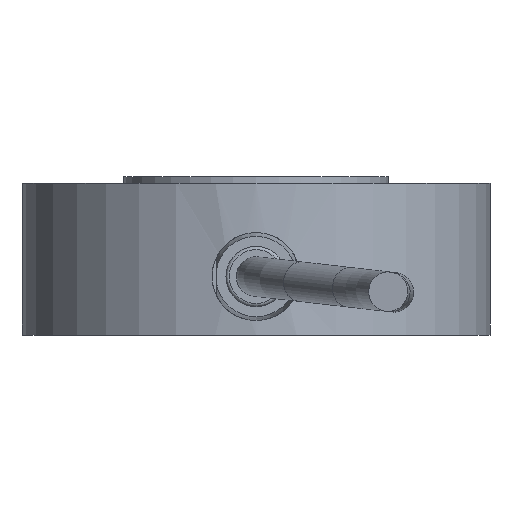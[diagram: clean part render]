
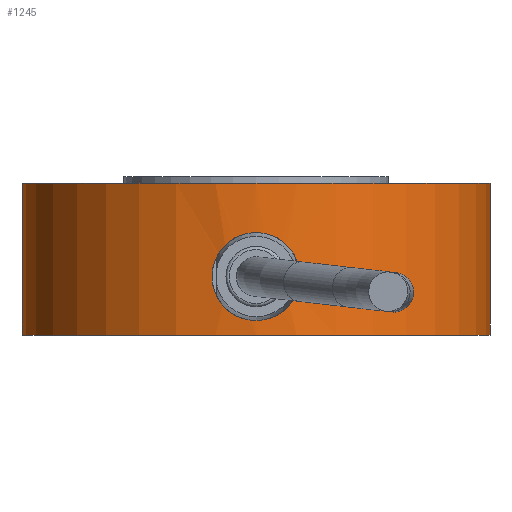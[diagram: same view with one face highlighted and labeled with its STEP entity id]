
A CAD part, front view. The second image highlights one B-rep face of the part: STEP entity #1245.
In plain terms, the highlighted cylindrical face has radius 18.796 mm (diameter 37.592 mm), a full revolution.
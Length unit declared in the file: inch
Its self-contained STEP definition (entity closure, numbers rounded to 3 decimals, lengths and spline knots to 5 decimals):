
#24=B_SPLINE_CURVE_WITH_KNOTS('',3,(#2214,#2215,#2216,#2217,#2218,#2219,
#2220,#2221,#2222,#2223,#2224,#2225,#2226,#2227,#2228,#2229,#2230,#2231,
#2232,#2233,#2234,#2235),.UNSPECIFIED.,.F.,.F.,(4,2,2,2,2,2,2,2,2,2,4),
(-0.71406,-0.71262,-0.62561,-0.53407,
-0.4459,-0.35631,-0.26672,-0.17855,
-0.087,0.,0.00145),.UNSPECIFIED.);
#25=B_SPLINE_CURVE_WITH_KNOTS('',3,(#2244,#2245,#2246,#2247,#2248,#2249,
#2250,#2251,#2252,#2253,#2254,#2255,#2256,#2257,#2258,#2259,#2260,#2261,
#2262,#2263,#2264,#2265),.UNSPECIFIED.,.F.,.F.,(4,2,2,2,2,2,2,2,2,2,4),
(-0.71406,-0.71262,-0.62561,-0.53407,
-0.4459,-0.35631,-0.26672,-0.17855,
-0.087,0.,0.00145),.UNSPECIFIED.);
#26=ELLIPSE('',#1452,0.09745,0.09407);
#27=ELLIPSE('',#1453,0.09744,0.09407);
#28=ELLIPSE('',#1456,0.09744,0.09407);
#29=ELLIPSE('',#1457,0.09745,0.09407);
#64=LINE('',#2240,#84);
#65=LINE('',#2270,#85);
#84=VECTOR('',#1827,0.0435);
#85=VECTOR('',#1836,0.0435);
#110=CYLINDRICAL_SURFACE('',#1451,0.74);
#178=FACE_BOUND('',#436,.T.);
#179=FACE_BOUND('',#437,.T.);
#267=FACE_OUTER_BOUND('',#435,.T.);
#435=EDGE_LOOP('',(#1000));
#436=EDGE_LOOP('',(#1001,#1002,#1003,#1004,#1005,#1006,#1007,#1008,#1009,
#1010,#1011,#1012,#1013,#1014));
#437=EDGE_LOOP('',(#1015));
#577=CIRCLE('',#1450,0.74);
#578=CIRCLE('',#1454,0.0955);
#579=CIRCLE('',#1455,0.0955);
#580=CIRCLE('',#1458,0.0955);
#581=CIRCLE('',#1459,0.0955);
#582=CIRCLE('',#1460,0.74);
#652=VERTEX_POINT('',#2113);
#657=VERTEX_POINT('',#2122);
#690=VERTEX_POINT('',#2207);
#691=VERTEX_POINT('',#2210);
#692=VERTEX_POINT('',#2211);
#693=VERTEX_POINT('',#2213);
#694=VERTEX_POINT('',#2236);
#695=VERTEX_POINT('',#2238);
#696=VERTEX_POINT('',#2241);
#697=VERTEX_POINT('',#2266);
#698=VERTEX_POINT('',#2268);
#699=VERTEX_POINT('',#2272);
#807=EDGE_CURVE('',#690,#690,#577,.T.);
#808=EDGE_CURVE('',#691,#692,#26,.T.);
#809=EDGE_CURVE('',#692,#693,#24,.T.);
#810=EDGE_CURVE('',#693,#694,#27,.T.);
#811=EDGE_CURVE('',#695,#694,#578,.T.);
#812=EDGE_CURVE('',#652,#695,#64,.T.);
#813=EDGE_CURVE('',#696,#695,#579,.T.);
#814=EDGE_CURVE('',#696,#693,#28,.T.);
#815=EDGE_CURVE('',#693,#692,#25,.T.);
#816=EDGE_CURVE('',#692,#697,#29,.T.);
#817=EDGE_CURVE('',#698,#697,#580,.T.);
#818=EDGE_CURVE('',#698,#657,#65,.T.);
#819=EDGE_CURVE('',#691,#698,#581,.T.);
#820=EDGE_CURVE('',#699,#699,#582,.T.);
#1000=ORIENTED_EDGE('',*,*,#807,.F.);
#1001=ORIENTED_EDGE('',*,*,#808,.T.);
#1002=ORIENTED_EDGE('',*,*,#809,.T.);
#1003=ORIENTED_EDGE('',*,*,#810,.T.);
#1004=ORIENTED_EDGE('',*,*,#811,.F.);
#1005=ORIENTED_EDGE('',*,*,#812,.F.);
#1006=ORIENTED_EDGE('',*,*,#812,.T.);
#1007=ORIENTED_EDGE('',*,*,#813,.F.);
#1008=ORIENTED_EDGE('',*,*,#814,.T.);
#1009=ORIENTED_EDGE('',*,*,#815,.T.);
#1010=ORIENTED_EDGE('',*,*,#816,.T.);
#1011=ORIENTED_EDGE('',*,*,#817,.F.);
#1012=ORIENTED_EDGE('',*,*,#818,.T.);
#1013=ORIENTED_EDGE('',*,*,#818,.F.);
#1014=ORIENTED_EDGE('',*,*,#819,.F.);
#1015=ORIENTED_EDGE('',*,*,#820,.T.);
#1245=ADVANCED_FACE('',(#267,#178,#179),#110,.T.);
#1450=AXIS2_PLACEMENT_3D('',#2208,#1817,#1818);
#1451=AXIS2_PLACEMENT_3D('',#2209,#1819,#1820);
#1452=AXIS2_PLACEMENT_3D('',#2212,#1821,#1822);
#1453=AXIS2_PLACEMENT_3D('',#2237,#1823,#1824);
#1454=AXIS2_PLACEMENT_3D('',#2239,#1825,#1826);
#1455=AXIS2_PLACEMENT_3D('',#2242,#1828,#1829);
#1456=AXIS2_PLACEMENT_3D('',#2243,#1830,#1831);
#1457=AXIS2_PLACEMENT_3D('',#2267,#1832,#1833);
#1458=AXIS2_PLACEMENT_3D('',#2269,#1834,#1835);
#1459=AXIS2_PLACEMENT_3D('',#2271,#1837,#1838);
#1460=AXIS2_PLACEMENT_3D('',#2273,#1839,#1840);
#1817=DIRECTION('center_axis',(0.,0.,-1.));
#1818=DIRECTION('ref_axis',(1.,0.,0.));
#1819=DIRECTION('center_axis',(0.,0.,-1.));
#1820=DIRECTION('ref_axis',(1.,0.,0.));
#1821=DIRECTION('center_axis',(-0.015,-0.992,0.128));
#1822=DIRECTION('ref_axis',(-0.661,-0.086,-0.745));
#1823=DIRECTION('center_axis',(-0.015,-0.992,-0.128));
#1824=DIRECTION('ref_axis',(0.661,0.086,-0.745));
#1825=DIRECTION('center_axis',(0.,-1.,0.));
#1826=DIRECTION('ref_axis',(0.,0.,-1.));
#1827=DIRECTION('',(0.,0.,-1.));
#1828=DIRECTION('center_axis',(0.,-1.,0.));
#1829=DIRECTION('ref_axis',(0.,0.,-1.));
#1830=DIRECTION('center_axis',(0.015,-0.992,-0.128));
#1831=DIRECTION('ref_axis',(-0.661,0.086,-0.745));
#1832=DIRECTION('center_axis',(0.015,-0.992,0.128));
#1833=DIRECTION('ref_axis',(0.661,-0.086,-0.745));
#1834=DIRECTION('center_axis',(0.,-1.,0.));
#1835=DIRECTION('ref_axis',(0.,0.,-1.));
#1836=DIRECTION('',(0.,0.,-1.));
#1837=DIRECTION('center_axis',(0.,-1.,0.));
#1838=DIRECTION('ref_axis',(0.,0.,-1.));
#1839=DIRECTION('center_axis',(0.,0.,-1.));
#1840=DIRECTION('ref_axis',(1.,0.,0.));
#2113=CARTESIAN_POINT('',(15.90724,-0.74,9.86121));
#2122=CARTESIAN_POINT('',(15.90724,-0.74,9.58321));
#2207=CARTESIAN_POINT('',(16.64724,0.,9.53721));
#2208=CARTESIAN_POINT('Origin',(15.90724,0.,9.53721));
#2209=CARTESIAN_POINT('Origin',(15.90724,0.,9.77721));
#2210=CARTESIAN_POINT('',(15.90336,-0.74,9.62679));
#2211=CARTESIAN_POINT('',(15.90724,-0.74,9.62716));
#2212=CARTESIAN_POINT('Origin',(15.89963,-0.72769,9.72172));
#2213=CARTESIAN_POINT('',(15.90724,-0.74,9.81726));
#2214=CARTESIAN_POINT('Ctrl Pts',(15.90724,-0.74,9.62716));
#2215=CARTESIAN_POINT('Ctrl Pts',(15.90705,-0.74,9.62719));
#2216=CARTESIAN_POINT('Ctrl Pts',(15.90686,-0.74,9.62721));
#2217=CARTESIAN_POINT('Ctrl Pts',(15.89534,-0.73999,9.62862));
#2218=CARTESIAN_POINT('Ctrl Pts',(15.88432,-0.73972,9.63199));
#2219=CARTESIAN_POINT('Ctrl Pts',(15.86344,-0.73878,9.64257));
#2220=CARTESIAN_POINT('Ctrl Pts',(15.85378,-0.73811,9.64991));
#2221=CARTESIAN_POINT('Ctrl Pts',(15.83794,-0.73679,9.66733));
#2222=CARTESIAN_POINT('Ctrl Pts',(15.83173,-0.73615,9.67719));
#2223=CARTESIAN_POINT('Ctrl Pts',(15.82313,-0.73522,9.69885));
#2224=CARTESIAN_POINT('Ctrl Pts',(15.82088,-0.73494,9.71046));
#2225=CARTESIAN_POINT('Ctrl Pts',(15.82088,-0.73494,9.73397));
#2226=CARTESIAN_POINT('Ctrl Pts',(15.82313,-0.73522,9.74558));
#2227=CARTESIAN_POINT('Ctrl Pts',(15.83173,-0.73615,9.76724));
#2228=CARTESIAN_POINT('Ctrl Pts',(15.83794,-0.73679,9.7771));
#2229=CARTESIAN_POINT('Ctrl Pts',(15.85378,-0.73811,9.79452));
#2230=CARTESIAN_POINT('Ctrl Pts',(15.86344,-0.73878,9.80185));
#2231=CARTESIAN_POINT('Ctrl Pts',(15.88432,-0.73972,9.81244));
#2232=CARTESIAN_POINT('Ctrl Pts',(15.89534,-0.73999,9.81581));
#2233=CARTESIAN_POINT('Ctrl Pts',(15.90686,-0.74,9.81722));
#2234=CARTESIAN_POINT('Ctrl Pts',(15.90705,-0.74,9.81724));
#2235=CARTESIAN_POINT('Ctrl Pts',(15.90724,-0.74,9.81726));
#2236=CARTESIAN_POINT('',(15.90336,-0.74,9.81763));
#2237=CARTESIAN_POINT('Origin',(15.89963,-0.72769,9.72271));
#2238=CARTESIAN_POINT('',(15.90724,-0.74,9.81771));
#2239=CARTESIAN_POINT('Origin',(15.90724,-0.74,9.72221));
#2240=CARTESIAN_POINT('',(15.90724,-0.74,9.86121));
#2241=CARTESIAN_POINT('',(15.91111,-0.74,9.81763));
#2242=CARTESIAN_POINT('Origin',(15.90724,-0.74,9.72221));
#2243=CARTESIAN_POINT('Origin',(15.91484,-0.72769,9.72271));
#2244=CARTESIAN_POINT('Ctrl Pts',(15.90724,-0.74,9.81726));
#2245=CARTESIAN_POINT('Ctrl Pts',(15.90742,-0.74,9.81724));
#2246=CARTESIAN_POINT('Ctrl Pts',(15.90761,-0.74,9.81722));
#2247=CARTESIAN_POINT('Ctrl Pts',(15.91913,-0.73999,9.81581));
#2248=CARTESIAN_POINT('Ctrl Pts',(15.93015,-0.73972,9.81244));
#2249=CARTESIAN_POINT('Ctrl Pts',(15.95103,-0.73878,9.80185));
#2250=CARTESIAN_POINT('Ctrl Pts',(15.96069,-0.73811,9.79452));
#2251=CARTESIAN_POINT('Ctrl Pts',(15.97653,-0.73679,9.7771));
#2252=CARTESIAN_POINT('Ctrl Pts',(15.98274,-0.73615,9.76724));
#2253=CARTESIAN_POINT('Ctrl Pts',(15.99134,-0.73522,9.74558));
#2254=CARTESIAN_POINT('Ctrl Pts',(15.99359,-0.73494,9.73397));
#2255=CARTESIAN_POINT('Ctrl Pts',(15.99359,-0.73494,9.71046));
#2256=CARTESIAN_POINT('Ctrl Pts',(15.99134,-0.73522,9.69885));
#2257=CARTESIAN_POINT('Ctrl Pts',(15.98274,-0.73615,9.67719));
#2258=CARTESIAN_POINT('Ctrl Pts',(15.97653,-0.73679,9.66733));
#2259=CARTESIAN_POINT('Ctrl Pts',(15.96069,-0.73811,9.64991));
#2260=CARTESIAN_POINT('Ctrl Pts',(15.95103,-0.73878,9.64257));
#2261=CARTESIAN_POINT('Ctrl Pts',(15.93015,-0.73972,9.63199));
#2262=CARTESIAN_POINT('Ctrl Pts',(15.91913,-0.73999,9.62862));
#2263=CARTESIAN_POINT('Ctrl Pts',(15.90761,-0.74,9.62721));
#2264=CARTESIAN_POINT('Ctrl Pts',(15.90742,-0.74,9.62719));
#2265=CARTESIAN_POINT('Ctrl Pts',(15.90724,-0.74,9.62716));
#2266=CARTESIAN_POINT('',(15.91111,-0.74,9.62679));
#2267=CARTESIAN_POINT('Origin',(15.91484,-0.72769,9.72172));
#2268=CARTESIAN_POINT('',(15.90724,-0.74,9.62671));
#2269=CARTESIAN_POINT('Origin',(15.90724,-0.74,9.72221));
#2270=CARTESIAN_POINT('',(15.90724,-0.74,9.62671));
#2271=CARTESIAN_POINT('Origin',(15.90724,-0.74,9.72221));
#2272=CARTESIAN_POINT('',(16.64724,0.,10.01721));
#2273=CARTESIAN_POINT('Origin',(15.90724,0.,10.01721));
